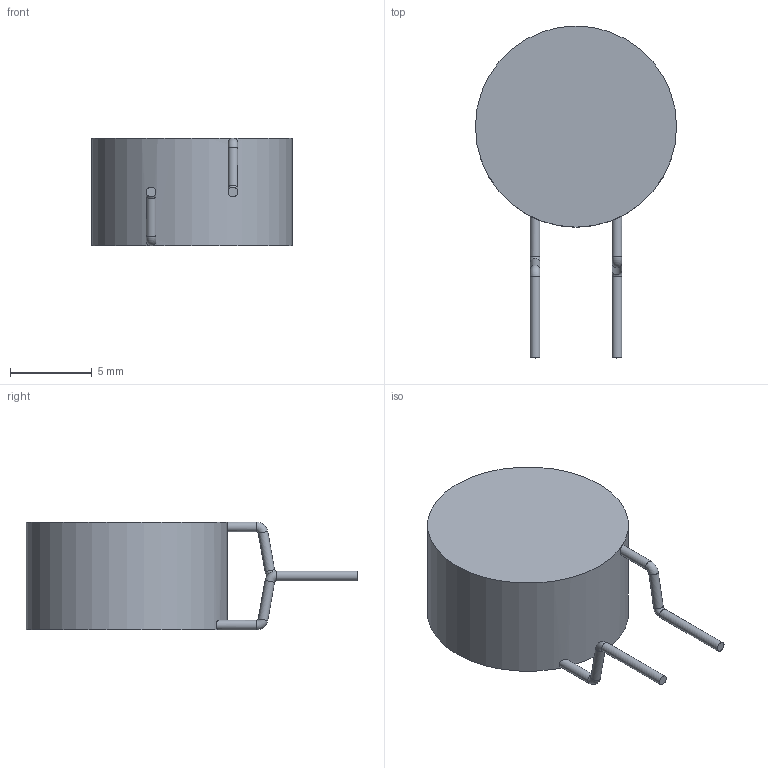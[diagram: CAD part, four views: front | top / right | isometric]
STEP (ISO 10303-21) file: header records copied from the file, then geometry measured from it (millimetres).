
FILE_DESCRIPTION(/* description */ (''),/* implementation_level */ '2;1');
FILE_NAME(/* name */ 'NTC.step',/* time_stamp */ '2019-06-20T14:25:26+03:00',/* author */ (''),/* organization */ (''),/* preprocessor_version */ 'ST-DEVELOPER v18',/* originating_system */ 'Autodesk Translation Framework v8.2.0.1029',/* authorisation */ '');
FILE_SCHEMA (('AUTOMOTIVE_DESIGN { 1 0 10303 214 3 1 1 }'));
Length unit declared in the file: millimetre
Products named in the file (1): Vishay Intertechnology-PTCEL13R121MBE
Bounding box: 12.3 x 20.3 x 6.6 mm (x, y, z)
Volume: 790.2 mm3; surface area: 532.8 mm2
Topology: 1 solids, 1 shells, 15 faces, 39 edges, 28 vertices
Faces by surface type: cylinder 7, plane 4, torus 4
Full cylindrical faces by diameter (mm): 0.59 x6, 12.3 x1
Entity records: 591 total; most frequent: CARTESIAN_POINT 153, DIRECTION 95, ORIENTED_EDGE 78, AXIS2_PLACEMENT_3D 44, EDGE_CURVE 39, CIRCLE 28, VERTEX_POINT 28, EDGE_LOOP 17
